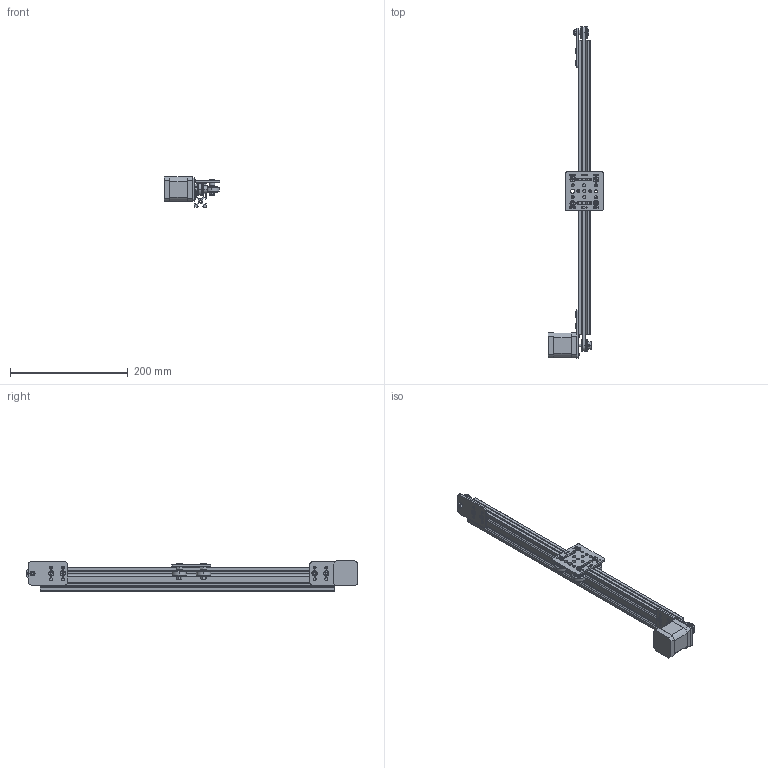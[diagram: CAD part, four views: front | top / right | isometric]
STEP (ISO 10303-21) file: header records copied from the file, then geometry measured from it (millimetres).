
FILE_DESCRIPTION(/* description */ (''),/* implementation_level */ '2;1');
FILE_NAME(/* name */ 'Nema 17 V Slot Belt Driven Actuator 500mm',/* time_stamp */ '2019-09-20T08:03:52-05:00',/* author */ (''),/* organization */ (''),/* preprocessor_version */ 'ST-DEVELOPER v16.5',/* originating_system */ '',/* authorisation */ '');
FILE_SCHEMA (('AUTOMOTIVE_DESIGN'));
Length unit declared in the file: millimetre
Products named in the file (1): Document
Bounding box: 93.75 x 564.24 x 51.21 mm (x, y, z)
Volume: 297041.4 mm3; surface area: 226738.2 mm2
Topology: 56 solids, 56 shells, 1191 faces, 2793 edges, 1813 vertices
Faces by surface type: bspline 680, plane 511
Entity records: 37526 total; most frequent: CARTESIAN_POINT 19482, ORIENTED_EDGE 5570, EDGE_CURVE 2785, VERTEX_POINT 1813, B_SPLINE_CURVE_WITH_KNOTS 1573, EDGE_LOOP 1470, ADVANCED_FACE 1191, FACE_OUTER_BOUND 1191
